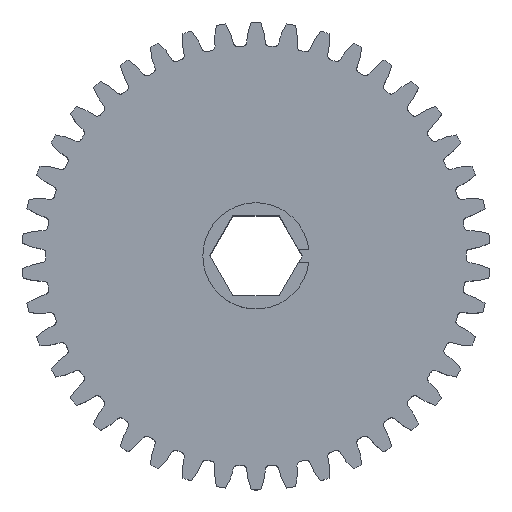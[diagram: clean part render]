
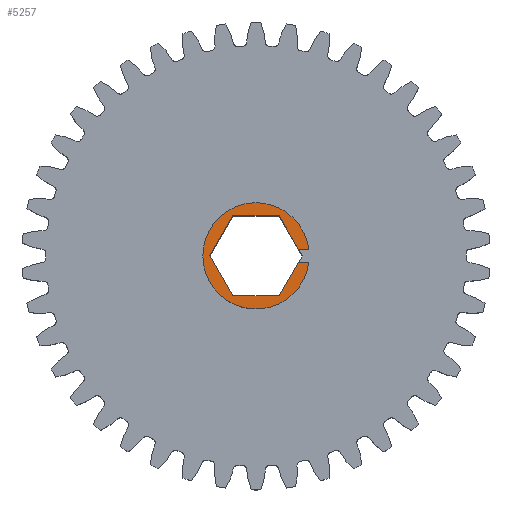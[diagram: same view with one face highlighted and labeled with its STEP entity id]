
A CAD part, top view. The second image highlights one B-rep face of the part: STEP entity #5257.
In plain terms, the highlighted planar face has unit normal (0, 0, 1).
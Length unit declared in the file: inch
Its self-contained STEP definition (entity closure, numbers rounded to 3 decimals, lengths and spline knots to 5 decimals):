
#682 = DIRECTION ( 'NONE',  ( 0., 0., 1. ) ) ;
#713 = VECTOR ( 'NONE', #7315, 39.37008 ) ;
#722 = CARTESIAN_POINT ( 'NONE',  ( -0.25, 0., 0.249 ) ) ;
#917 = VECTOR ( 'NONE', #13662, 39.37008 ) ;
#1472 = DIRECTION ( 'NONE',  ( 1., 0., 0. ) ) ;
#1798 = VERTEX_POINT ( 'NONE', #5419 ) ;
#1836 = CIRCLE ( 'NONE', #13830, 0.25 ) ;
#1867 = EDGE_CURVE ( 'NONE', #2925, #1798, #10898, .T. ) ;
#1966 = CARTESIAN_POINT ( 'NONE',  ( -0.21766, 0., 0.249 ) ) ;
#2133 = FACE_OUTER_BOUND ( 'NONE', #2852, .T. ) ;
#2336 = EDGE_CURVE ( 'NONE', #1798, #13196, #8689, .T. ) ;
#2831 = DIRECTION ( 'NONE',  ( -1., 0., 0. ) ) ;
#2852 = EDGE_LOOP ( 'NONE', ( #9289, #10769, #9982, #13164, #11143, #10315, #14155, #2943, #6871, #16246 ) ) ;
#2925 = VERTEX_POINT ( 'NONE', #8238 ) ;
#2943 = ORIENTED_EDGE ( 'NONE', *, *, #1867, .F. ) ;
#2987 = LINE ( 'NONE', #13227, #10545 ) ;
#3155 = PLANE ( 'NONE',  #6709 ) ;
#3244 = LINE ( 'NONE', #8466, #917 ) ;
#3245 = CARTESIAN_POINT ( 'NONE',  ( 0., 0., 0.249 ) ) ;
#3628 = CIRCLE ( 'NONE', #16717, 0.25 ) ;
#3792 = EDGE_CURVE ( 'NONE', #10432, #14237, #10814, .T. ) ;
#4212 = VERTEX_POINT ( 'NONE', #722 ) ;
#4668 = CARTESIAN_POINT ( 'NONE',  ( 0.21766, 0., 0.249 ) ) ;
#4845 = CARTESIAN_POINT ( 'NONE',  ( -0.10883, 0.1885, 0.249 ) ) ;
#4880 = DIRECTION ( 'NONE',  ( 0., 0., 1. ) ) ;
#5257 = ADVANCED_FACE ( 'NONE', ( #2133 ), #3155, .T. ) ;
#5419 = CARTESIAN_POINT ( 'NONE',  ( 0.19962, 0.03125, 0.249 ) ) ;
#6407 = CARTESIAN_POINT ( 'NONE',  ( 0., 0., 0.249 ) ) ;
#6709 = AXIS2_PLACEMENT_3D ( 'NONE', #3245, #682, #8467 ) ;
#6871 = ORIENTED_EDGE ( 'NONE', *, *, #9022, .T. ) ;
#6939 = LINE ( 'NONE', #7030, #11544 ) ;
#7030 = CARTESIAN_POINT ( 'NONE',  ( -0.10883, -0.1885, 0.249 ) ) ;
#7315 = DIRECTION ( 'NONE',  ( -0.5, 0.866, 0. ) ) ;
#7839 = VERTEX_POINT ( 'NONE', #12364 ) ;
#8238 = CARTESIAN_POINT ( 'NONE',  ( 0.24804, 0.03125, 0.249 ) ) ;
#8258 = CARTESIAN_POINT ( 'NONE',  ( -0.10883, 0.1885, 0.249 ) ) ;
#8466 = CARTESIAN_POINT ( 'NONE',  ( 0.11312, -0.03125, 0.249 ) ) ;
#8467 = DIRECTION ( 'NONE',  ( 1., 0., 0. ) ) ;
#8689 = LINE ( 'NONE', #4668, #713 ) ;
#9022 = EDGE_CURVE ( 'NONE', #2925, #4212, #1836, .T. ) ;
#9060 = VERTEX_POINT ( 'NONE', #14015 ) ;
#9289 = ORIENTED_EDGE ( 'NONE', *, *, #14225, .F. ) ;
#9398 = DIRECTION ( 'NONE',  ( 0.5, -0.866, 0. ) ) ;
#9422 = VERTEX_POINT ( 'NONE', #16686 ) ;
#9634 = EDGE_CURVE ( 'NONE', #10625, #9422, #10646, .T. ) ;
#9982 = ORIENTED_EDGE ( 'NONE', *, *, #15591, .F. ) ;
#10058 = DIRECTION ( 'NONE',  ( 0., 0., 1. ) ) ;
#10159 = EDGE_CURVE ( 'NONE', #14237, #9060, #2987, .T. ) ;
#10315 = ORIENTED_EDGE ( 'NONE', *, *, #16435, .F. ) ;
#10432 = VERTEX_POINT ( 'NONE', #4845 ) ;
#10524 = CARTESIAN_POINT ( 'NONE',  ( 0.10883, 0.1885, 0.249 ) ) ;
#10545 = VECTOR ( 'NONE', #9398, 39.37008 ) ;
#10563 = DIRECTION ( 'NONE',  ( 0.5, 0.866, 0. ) ) ;
#10625 = VERTEX_POINT ( 'NONE', #11721 ) ;
#10646 = LINE ( 'NONE', #15854, #13563 ) ;
#10769 = ORIENTED_EDGE ( 'NONE', *, *, #9634, .F. ) ;
#10814 = LINE ( 'NONE', #8258, #11871 ) ;
#10898 = LINE ( 'NONE', #14564, #16787 ) ;
#10940 = EDGE_CURVE ( 'NONE', #4212, #7839, #3628, .T. ) ;
#11143 = ORIENTED_EDGE ( 'NONE', *, *, #3792, .F. ) ;
#11454 = DIRECTION ( 'NONE',  ( 1., 0., 0. ) ) ;
#11544 = VECTOR ( 'NONE', #1472, 39.37008 ) ;
#11587 = CARTESIAN_POINT ( 'NONE',  ( 0., 0., 0.249 ) ) ;
#11721 = CARTESIAN_POINT ( 'NONE',  ( 0.10883, -0.1885, 0.249 ) ) ;
#11871 = VECTOR ( 'NONE', #13460, 39.37008 ) ;
#12364 = CARTESIAN_POINT ( 'NONE',  ( 0.24804, -0.03125, 0.249 ) ) ;
#12384 = VECTOR ( 'NONE', #2831, 39.37008 ) ;
#13164 = ORIENTED_EDGE ( 'NONE', *, *, #10159, .F. ) ;
#13196 = VERTEX_POINT ( 'NONE', #14189 ) ;
#13227 = CARTESIAN_POINT ( 'NONE',  ( -0.21766, 0., 0.249 ) ) ;
#13460 = DIRECTION ( 'NONE',  ( -0.5, -0.866, 0. ) ) ;
#13515 = LINE ( 'NONE', #10524, #12384 ) ;
#13563 = VECTOR ( 'NONE', #10563, 39.37008 ) ;
#13662 = DIRECTION ( 'NONE',  ( 1., 0., 0. ) ) ;
#13830 = AXIS2_PLACEMENT_3D ( 'NONE', #6407, #4880, #11454 ) ;
#14015 = CARTESIAN_POINT ( 'NONE',  ( -0.10883, -0.1885, 0.249 ) ) ;
#14155 = ORIENTED_EDGE ( 'NONE', *, *, #2336, .F. ) ;
#14189 = CARTESIAN_POINT ( 'NONE',  ( 0.10883, 0.1885, 0.249 ) ) ;
#14225 = EDGE_CURVE ( 'NONE', #9422, #7839, #3244, .T. ) ;
#14237 = VERTEX_POINT ( 'NONE', #1966 ) ;
#14564 = CARTESIAN_POINT ( 'NONE',  ( 0.11312, 0.03125, 0.249 ) ) ;
#15591 = EDGE_CURVE ( 'NONE', #9060, #10625, #6939, .T. ) ;
#15854 = CARTESIAN_POINT ( 'NONE',  ( 0.10883, -0.1885, 0.249 ) ) ;
#16105 = DIRECTION ( 'NONE',  ( -1., 0., 0. ) ) ;
#16246 = ORIENTED_EDGE ( 'NONE', *, *, #10940, .T. ) ;
#16435 = EDGE_CURVE ( 'NONE', #13196, #10432, #13515, .T. ) ;
#16543 = DIRECTION ( 'NONE',  ( 1., 0., 0. ) ) ;
#16686 = CARTESIAN_POINT ( 'NONE',  ( 0.19962, -0.03125, 0.249 ) ) ;
#16717 = AXIS2_PLACEMENT_3D ( 'NONE', #11587, #10058, #16543 ) ;
#16787 = VECTOR ( 'NONE', #16105, 39.37008 ) ;
